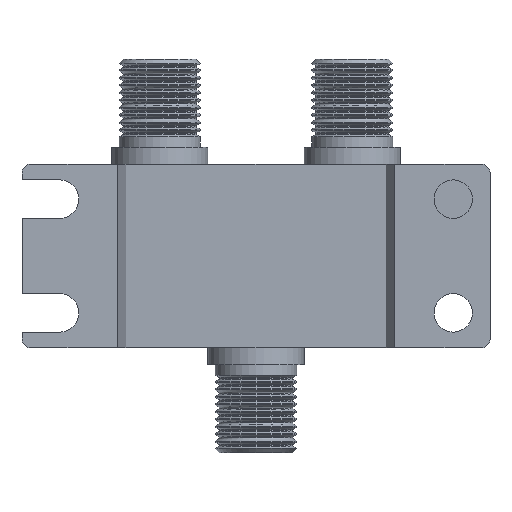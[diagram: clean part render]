
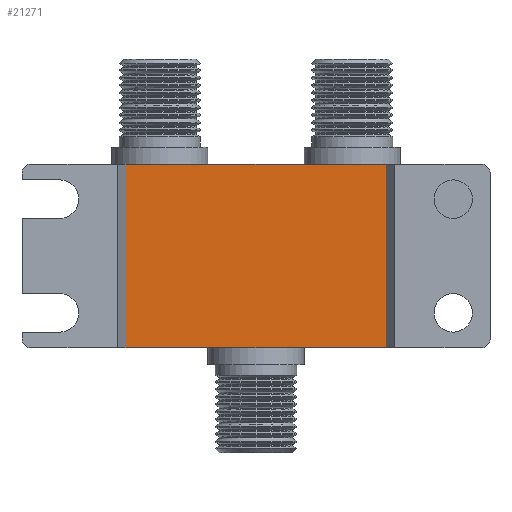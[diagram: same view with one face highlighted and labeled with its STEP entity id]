
A CAD part, front view. The second image highlights one B-rep face of the part: STEP entity #21271.
In plain terms, the highlighted planar face has unit normal (0, -1, 0).
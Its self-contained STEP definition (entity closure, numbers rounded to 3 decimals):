
#305 = VERTEX_POINT ( 'NONE', #17244 ) ;
#1946 = CARTESIAN_POINT ( 'NONE',  ( -14.9, 4., 10.5 ) ) ;
#4295 = DIRECTION ( 'NONE',  ( 1., 0., 0. ) ) ;
#6976 = CARTESIAN_POINT ( 'NONE',  ( 14.9, 4., -10.5 ) ) ;
#7776 = ORIENTED_EDGE ( 'NONE', *, *, #28408, .F. ) ;
#8072 = DIRECTION ( 'NONE',  ( 1., 0., 0. ) ) ;
#8978 = FACE_OUTER_BOUND ( 'NONE', #13370, .T. ) ;
#9606 = DIRECTION ( 'NONE',  ( 0., 0., -1. ) ) ;
#12335 = CARTESIAN_POINT ( 'NONE',  ( -14.9, 4., 10.5 ) ) ;
#13370 = EDGE_LOOP ( 'NONE', ( #22583, #30649, #7776, #20117 ) ) ;
#14735 = EDGE_CURVE ( 'NONE', #17490, #23664, #29160, .T. ) ;
#15733 = CARTESIAN_POINT ( 'NONE',  ( 0., 4., 10.5 ) ) ;
#17244 = CARTESIAN_POINT ( 'NONE',  ( 14.9, 4., 10.5 ) ) ;
#17490 = VERTEX_POINT ( 'NONE', #31545 ) ;
#18009 = VERTEX_POINT ( 'NONE', #12335 ) ;
#18885 = VECTOR ( 'NONE', #4295, 1000. ) ;
#20117 = ORIENTED_EDGE ( 'NONE', *, *, #33500, .T. ) ;
#20641 = DIRECTION ( 'NONE',  ( 0., 0., 1. ) ) ;
#21271 = ADVANCED_FACE ( 'NONE', ( #8978 ), #25980, .F. ) ;
#21652 = EDGE_CURVE ( 'NONE', #305, #23664, #24716, .T. ) ;
#22051 = DIRECTION ( 'NONE',  ( 0., 0., -1. ) ) ;
#22297 = CARTESIAN_POINT ( 'NONE',  ( 0., 4., 10.5 ) ) ;
#22583 = ORIENTED_EDGE ( 'NONE', *, *, #14735, .T. ) ;
#23664 = VERTEX_POINT ( 'NONE', #6976 ) ;
#23815 = CARTESIAN_POINT ( 'NONE',  ( 0., 4., -10.5 ) ) ;
#24716 = LINE ( 'NONE', #30726, #29880 ) ;
#25980 = PLANE ( 'NONE',  #28727 ) ;
#28408 = EDGE_CURVE ( 'NONE', #18009, #305, #29407, .T. ) ;
#28727 = AXIS2_PLACEMENT_3D ( 'NONE', #22297, #34138, #20641 ) ;
#28804 = LINE ( 'NONE', #1946, #32521 ) ;
#29160 = LINE ( 'NONE', #23815, #18885 ) ;
#29185 = VECTOR ( 'NONE', #8072, 1000. ) ;
#29407 = LINE ( 'NONE', #15733, #29185 ) ;
#29880 = VECTOR ( 'NONE', #22051, 1000. ) ;
#30649 = ORIENTED_EDGE ( 'NONE', *, *, #21652, .F. ) ;
#30726 = CARTESIAN_POINT ( 'NONE',  ( 14.9, 4., 10.5 ) ) ;
#31545 = CARTESIAN_POINT ( 'NONE',  ( -14.9, 4., -10.5 ) ) ;
#32521 = VECTOR ( 'NONE', #9606, 1000. ) ;
#33500 = EDGE_CURVE ( 'NONE', #18009, #17490, #28804, .T. ) ;
#34138 = DIRECTION ( 'NONE',  ( 0., 1., 0. ) ) ;
